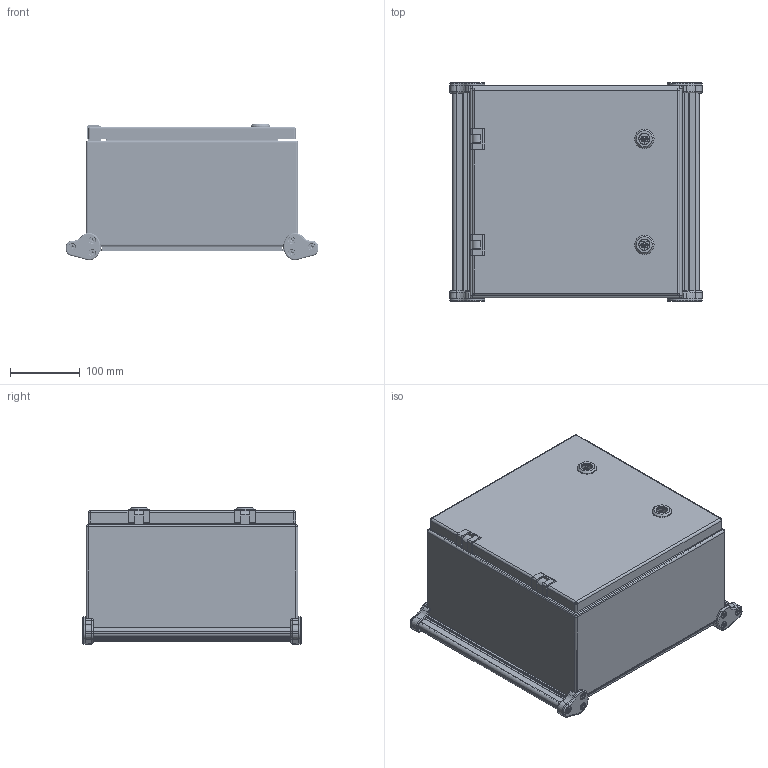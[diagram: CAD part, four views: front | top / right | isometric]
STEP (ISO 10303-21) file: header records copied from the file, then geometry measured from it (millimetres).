
FILE_DESCRIPTION (( 'STEP AP214' ), '1' );
FILE_NAME ('ACE12126LG.STEP', '2025-10-16T16:09:43', ( '' ), ( '' ), 'SwSTEP 2.0', 'SolidWorks 2024', '' );
FILE_SCHEMA (( 'AUTOMOTIVE_DESIGN' ));
Length unit declared in the file: inch
Products named in the file (1): ACE12126LG
Bounding box: 363.03 x 314.84 x 196.04 mm (x, y, z)
Volume: 1432163.6 mm3; surface area: 1272084.3 mm2
Topology: 90 solids, 91 shells, 2250 faces, 5807 edges, 3744 vertices
Faces by surface type: plane 1037, cylinder 845, cone 202, torus 106, sphere 32, bspline 28
Full cylindrical faces by diameter (mm): 3.967 x12, 4.039 x4, 4.064 x4, 4.699 x1, 4.826 x16, 4.976 x5, 5.004 x2, 5.2 x12, 5.74 x2, 5.893 x4, 5.944 x12, 5.994 x6, 6.096 x4, 6.35 x17, 6.502 x8, 6.985 x2, 8.382 x4, 9.525 x4, 9.779 x1, 10.319 x4, 10.5 x12, 11.176 x4, 13.335 x2, 15.875 x4, 19.939 x4, 27.94 x2, 50.8 x1
Entity records: 89648 total; most frequent: CARTESIAN_POINT 36883, ORIENTED_EDGE 10986, DIRECTION 10180, EDGE_CURVE 5493, AXIS2_PLACEMENT_3D 3690, VERTEX_POINT 3661, VECTOR 2800, LINE 2800
